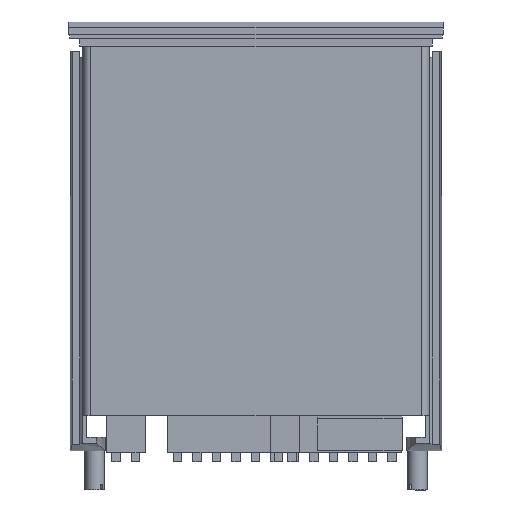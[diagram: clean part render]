
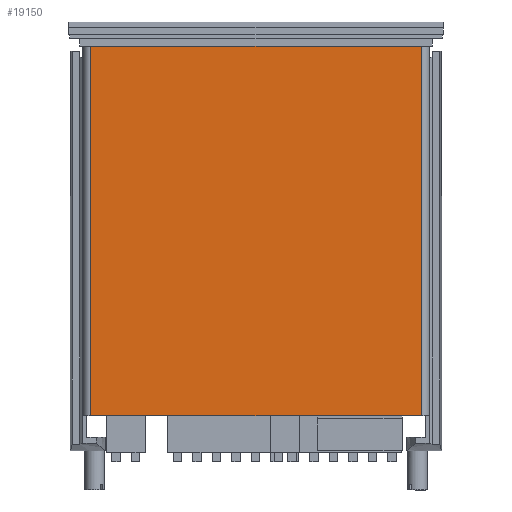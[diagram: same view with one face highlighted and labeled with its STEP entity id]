
A CAD part, front view. The second image highlights one B-rep face of the part: STEP entity #19150.
In plain terms, the highlighted planar face has unit normal (0, -1, 0).
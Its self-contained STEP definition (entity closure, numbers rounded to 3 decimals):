
#19130=AXIS2_PLACEMENT_3D('Plane Axis2P3D',#19127,#19128,#19129) ;
#2178=CARTESIAN_POINT('Vertex',(90.4,3.1,19.)) ;
#2181=CARTESIAN_POINT('Line Origine',(48.,3.1,19.)) ;
#2185=CARTESIAN_POINT('Vertex',(5.6,3.1,19.)) ;
#19110=CARTESIAN_POINT('Vertex',(90.4,3.1,113.8)) ;
#19113=CARTESIAN_POINT('Line Origine',(90.4,3.1,67.01)) ;
#19127=CARTESIAN_POINT('Axis2P3D Location',(90.4,3.1,19.)) ;
#19132=CARTESIAN_POINT('Line Origine',(48.,3.1,113.8)) ;
#19136=CARTESIAN_POINT('Vertex',(5.6,3.1,113.8)) ;
#19139=CARTESIAN_POINT('Line Origine',(5.6,3.1,66.4)) ;
#2182=DIRECTION('Vector Direction',(-1.,0.,0.)) ;
#19114=DIRECTION('Vector Direction',(0.,0.,-1.)) ;
#19128=DIRECTION('Axis2P3D Direction',(0.,1.,-0.)) ;
#19129=DIRECTION('Axis2P3D XDirection',(-1.,0.,0.)) ;
#19133=DIRECTION('Vector Direction',(-1.,0.,0.)) ;
#19140=DIRECTION('Vector Direction',(0.,0.,1.)) ;
#2183=VECTOR('Line Direction',#2182,1.) ;
#19115=VECTOR('Line Direction',#19114,1.) ;
#19134=VECTOR('Line Direction',#19133,1.) ;
#19141=VECTOR('Line Direction',#19140,1.) ;
#19145=ORIENTED_EDGE('',*,*,#19138,.T.) ;
#19146=ORIENTED_EDGE('',*,*,#19143,.F.) ;
#19147=ORIENTED_EDGE('',*,*,#2187,.F.) ;
#19148=ORIENTED_EDGE('',*,*,#19117,.T.) ;
#19150=ADVANCED_FACE('ACT20D',(#19149),#19131,.F.) ;
#2187=EDGE_CURVE('',#2179,#2186,#2184,.T.) ;
#19117=EDGE_CURVE('',#2179,#19111,#19116,.F.) ;
#19138=EDGE_CURVE('',#19111,#19137,#19135,.T.) ;
#19143=EDGE_CURVE('',#2186,#19137,#19142,.T.) ;
#19144=EDGE_LOOP('',(#19145,#19146,#19147,#19148)) ;
#19149=FACE_OUTER_BOUND('',#19144,.T.) ;
#2184=LINE('Line',#2181,#2183) ;
#19116=LINE('Line',#19113,#19115) ;
#19135=LINE('Line',#19132,#19134) ;
#19142=LINE('Line',#19139,#19141) ;
#19131=PLANE('',#19130) ;
#2179=VERTEX_POINT('',#2178) ;
#2186=VERTEX_POINT('',#2185) ;
#19111=VERTEX_POINT('',#19110) ;
#19137=VERTEX_POINT('',#19136) ;
